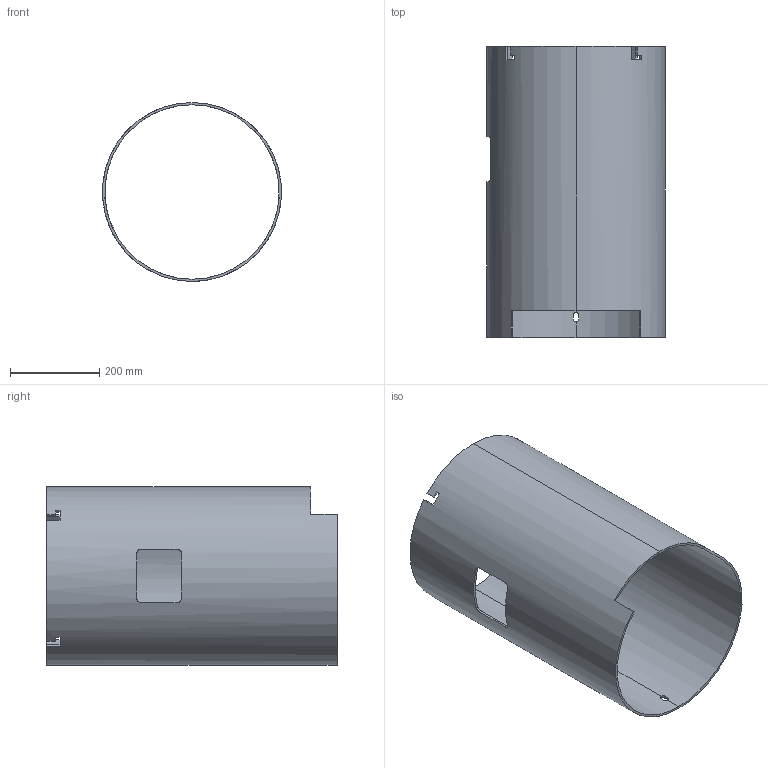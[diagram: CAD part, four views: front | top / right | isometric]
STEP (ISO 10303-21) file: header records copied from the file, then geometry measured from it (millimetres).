
FILE_DESCRIPTION (( 'STEP AP203' ), '1' );
FILE_NAME ('耜族.STEP', '2021-12-15T08:42:00', ( '' ), ( '' ), 'SwSTEP 2.0', 'SolidWorks 2020', '' );
FILE_SCHEMA (( 'CONFIG_CONTROL_DESIGN' ));
Length unit declared in the file: millimetre
Products named in the file (1): 耜族
Bounding box: 399.98 x 650 x 400 mm (x, y, z)
Volume: 3863578.7 mm3; surface area: 1562651.6 mm2
Topology: 1 solids, 1 shells, 44 faces, 138 edges, 92 vertices
Faces by surface type: plane 34, cylinder 10
Entity records: 1967 total; most frequent: CARTESIAN_POINT 643, ORIENTED_EDGE 276, DIRECTION 252, EDGE_CURVE 138, VERTEX_POINT 92, AXIS2_PLACEMENT_3D 85, LINE 82, VECTOR 82
